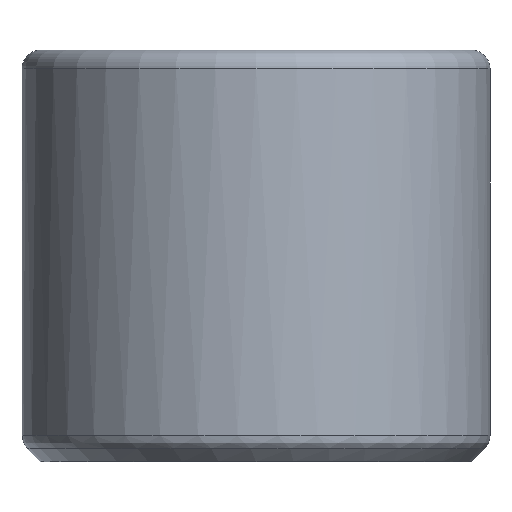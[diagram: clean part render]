
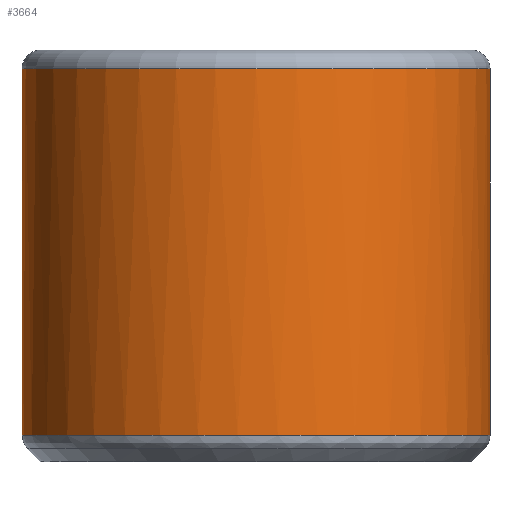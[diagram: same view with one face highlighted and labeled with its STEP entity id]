
A CAD part, front view. The second image highlights one B-rep face of the part: STEP entity #3664.
In plain terms, the highlighted cylindrical face has radius 12.5 mm (diameter 25 mm), a full revolution.
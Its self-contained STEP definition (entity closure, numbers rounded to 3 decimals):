
#484 = ( BOUNDED_SURFACE() B_SPLINE_SURFACE(2,14,(
    (#485,#486,#487,#488,#489,#490,#491,#492,#493,#494,#495,#496,#497
      ,#498,#499)
    ,(#500,#501,#502,#503,#504,#505,#506,#507,#508,#509,#510,#511,#512
      ,#513,#514)
    ,(#515,#516,#517,#518,#519,#520,#521,#522,#523,#524,#525,#526,#527
      ,#528,#529
)),.UNSPECIFIED.,.F.,.T.,.F.) B_SPLINE_SURFACE_WITH_KNOTS((3,3),(15,15),
  (0.,78.54),(0.,78.54),
.PIECEWISE_BEZIER_KNOTS.) GEOMETRIC_REPRESENTATION_ITEM() 
RATIONAL_B_SPLINE_SURFACE((
    (1.,1.,1.,1.,1.,1.
      ,1.,1.,1.,1.
      ,1.,1.,1.,1.,1.)
    ,(0.924,0.924,0.924,0.924
      ,0.924,0.924,0.924,0.924
      ,0.924,0.924,0.924,0.924
      ,0.924,0.924,0.924)
    ,(1.,1.,1.,1.,1.,1.
      ,1.,1.,1.,1.
,1.,1.,1.,1.,1.))) REPRESENTATION_ITEM('') SURFACE() );
#485 = CARTESIAN_POINT('',(12.5,0.,1.414));
#486 = CARTESIAN_POINT('',(12.5,5.529,1.414
    ));
#487 = CARTESIAN_POINT('',(9.867,11.175,1.414
    ));
#488 = CARTESIAN_POINT('',(4.415,15.468,1.414
    ));
#489 = CARTESIAN_POINT('',(-3.021,16.879,1.414
    ));
#490 = CARTESIAN_POINT('',(-10.724,14.086,
    1.414));
#491 = CARTESIAN_POINT('',(-15.891,8.555,1.414
    ));
#492 = CARTESIAN_POINT('',(-19.16,0.,
    1.414));
#493 = CARTESIAN_POINT('',(-15.891,-8.555,
    1.414));
#494 = CARTESIAN_POINT('',(-10.724,-14.086,
    1.414));
#495 = CARTESIAN_POINT('',(-3.021,-16.879,
    1.414));
#496 = CARTESIAN_POINT('',(4.415,-15.468,1.414
    ));
#497 = CARTESIAN_POINT('',(9.867,-11.175,1.414)
  );
#498 = CARTESIAN_POINT('',(12.5,-5.529,
    1.414));
#499 = CARTESIAN_POINT('',(12.5,0.,1.414));
#500 = CARTESIAN_POINT('',(12.5,0.,1.));
#501 = CARTESIAN_POINT('',(12.5,5.529,1.));
#502 = CARTESIAN_POINT('',(9.867,11.175,1.));
#503 = CARTESIAN_POINT('',(4.415,15.468,1.));
#504 = CARTESIAN_POINT('',(-3.021,16.879,1.));
#505 = CARTESIAN_POINT('',(-10.724,14.086,1.));
#506 = CARTESIAN_POINT('',(-15.891,8.555,1.
    ));
#507 = CARTESIAN_POINT('',(-19.16,0.,1.));
#508 = CARTESIAN_POINT('',(-15.891,-8.555,1.));
#509 = CARTESIAN_POINT('',(-10.724,-14.086,1.));
#510 = CARTESIAN_POINT('',(-3.021,-16.879,1.));
#511 = CARTESIAN_POINT('',(4.415,-15.468,1.));
#512 = CARTESIAN_POINT('',(9.867,-11.175,1.));
#513 = CARTESIAN_POINT('',(12.5,-5.529,1.));
#514 = CARTESIAN_POINT('',(12.5,0.,1.));
#515 = CARTESIAN_POINT('',(12.207,0.,0.707));
#516 = CARTESIAN_POINT('',(12.207,5.399,0.707
    ));
#517 = CARTESIAN_POINT('',(9.636,10.914,0.707
    ));
#518 = CARTESIAN_POINT('',(4.312,15.105,0.707)
  );
#519 = CARTESIAN_POINT('',(-2.95,16.484,
    0.707));
#520 = CARTESIAN_POINT('',(-10.472,13.756,
    0.707));
#521 = CARTESIAN_POINT('',(-15.519,8.355,0.707)
  );
#522 = CARTESIAN_POINT('',(-18.711,0.,
    0.707));
#523 = CARTESIAN_POINT('',(-15.519,-8.355,
    0.707));
#524 = CARTESIAN_POINT('',(-10.472,-13.756,0.707)
  );
#525 = CARTESIAN_POINT('',(-2.95,-16.484,0.707)
  );
#526 = CARTESIAN_POINT('',(4.312,-15.105,0.707
    ));
#527 = CARTESIAN_POINT('',(9.636,-10.914,0.707));
#528 = CARTESIAN_POINT('',(12.207,-5.399,
    0.707));
#529 = CARTESIAN_POINT('',(12.207,0.,
    0.707));
#2015 = VERTEX_POINT('',#2016);
#2016 = CARTESIAN_POINT('',(12.5,0.,1.414));
#2037 = EDGE_CURVE('',#2015,#2015,#2038,.T.);
#2038 = SURFACE_CURVE('',#2039,(#2055,#2062),.PCURVE_S1.);
#2039 = ( BOUNDED_CURVE() B_SPLINE_CURVE(14,(#2040,#2041,#2042,#2043,
    #2044,#2045,#2046,#2047,#2048,#2049,#2050,#2051,#2052,#2053,#2054),
.UNSPECIFIED.,.T.,.F.) B_SPLINE_CURVE_WITH_KNOTS((15,15),(
0.,78.54),.PIECEWISE_BEZIER_KNOTS.) CURVE() 
GEOMETRIC_REPRESENTATION_ITEM() RATIONAL_B_SPLINE_CURVE((1.,1.,1.,
    1.,1.,1.,1.,
    1.,1.,1.,1.,1.,1.,1.
,1.)) REPRESENTATION_ITEM('') );
#2040 = CARTESIAN_POINT('',(12.5,0.,1.414));
#2041 = CARTESIAN_POINT('',(12.5,5.529,
    1.414));
#2042 = CARTESIAN_POINT('',(9.867,11.175,
    1.414));
#2043 = CARTESIAN_POINT('',(4.415,15.468,
    1.414));
#2044 = CARTESIAN_POINT('',(-3.021,16.879,
    1.414));
#2045 = CARTESIAN_POINT('',(-10.724,14.086,
    1.414));
#2046 = CARTESIAN_POINT('',(-15.891,8.555,
    1.414));
#2047 = CARTESIAN_POINT('',(-19.16,0.,
    1.414));
#2048 = CARTESIAN_POINT('',(-15.891,-8.555,
    1.414));
#2049 = CARTESIAN_POINT('',(-10.724,-14.086,
    1.414));
#2050 = CARTESIAN_POINT('',(-3.021,-16.879,
    1.414));
#2051 = CARTESIAN_POINT('',(4.415,-15.468,
    1.414));
#2052 = CARTESIAN_POINT('',(9.867,-11.175,1.414
    ));
#2053 = CARTESIAN_POINT('',(12.5,-5.529,
    1.414));
#2054 = CARTESIAN_POINT('',(12.5,0.,1.414));
#2055 = PCURVE('',#484,#2056);
#2056 = DEFINITIONAL_REPRESENTATION('',(#2057),#2061);
#2057 = LINE('',#2058,#2059);
#2058 = CARTESIAN_POINT('',(0.,0.));
#2059 = VECTOR('',#2060,1.);
#2060 = DIRECTION('',(0.,1.));
#2061 = ( GEOMETRIC_REPRESENTATION_CONTEXT(2) 
PARAMETRIC_REPRESENTATION_CONTEXT() REPRESENTATION_CONTEXT('2D SPACE',''
  ) );
#2062 = PCURVE('',#2063,#2068);
#2063 = CYLINDRICAL_SURFACE('',#2064,12.5);
#2064 = AXIS2_PLACEMENT_3D('',#2065,#2066,#2067);
#2065 = CARTESIAN_POINT('',(0.,0.,0.));
#2066 = DIRECTION('',(-0.,-0.,-1.));
#2067 = DIRECTION('',(1.,0.,0.));
#2068 = DEFINITIONAL_REPRESENTATION('',(#2069),#2090);
#2069 = B_SPLINE_CURVE_WITH_KNOTS('',10,(#2070,#2071,#2072,#2073,#2074,
    #2075,#2076,#2077,#2078,#2079,#2080,#2081,#2082,#2083,#2084,#2085,
    #2086,#2087,#2088,#2089),.UNSPECIFIED.,.F.,.F.,(11,9,11),(
    0.,39.27,78.54),.UNSPECIFIED.);
#2070 = CARTESIAN_POINT('',(0.,-1.414));
#2071 = CARTESIAN_POINT('',(-0.31,-1.414));
#2072 = CARTESIAN_POINT('',(-0.624,-1.414));
#2073 = CARTESIAN_POINT('',(-0.94,-1.414));
#2074 = CARTESIAN_POINT('',(-1.256,-1.414));
#2075 = CARTESIAN_POINT('',(-1.57,-1.414));
#2076 = CARTESIAN_POINT('',(-1.885,-1.414));
#2077 = CARTESIAN_POINT('',(-2.199,-1.414));
#2078 = CARTESIAN_POINT('',(-2.513,-1.414));
#2079 = CARTESIAN_POINT('',(-2.827,-1.414));
#2080 = CARTESIAN_POINT('',(-3.456,-1.414));
#2081 = CARTESIAN_POINT('',(-3.77,-1.414));
#2082 = CARTESIAN_POINT('',(-4.084,-1.414));
#2083 = CARTESIAN_POINT('',(-4.398,-1.414));
#2084 = CARTESIAN_POINT('',(-4.713,-1.414));
#2085 = CARTESIAN_POINT('',(-5.027,-1.414));
#2086 = CARTESIAN_POINT('',(-5.343,-1.414));
#2087 = CARTESIAN_POINT('',(-5.659,-1.414));
#2088 = CARTESIAN_POINT('',(-5.974,-1.414));
#2089 = CARTESIAN_POINT('',(-6.283,-1.414));
#2090 = ( GEOMETRIC_REPRESENTATION_CONTEXT(2) 
PARAMETRIC_REPRESENTATION_CONTEXT() REPRESENTATION_CONTEXT('2D SPACE',''
  ) );
#3664 = ADVANCED_FACE('',(#3665),#2063,.T.);
#3665 = FACE_BOUND('',#3666,.F.);
#3666 = EDGE_LOOP('',(#3667,#3690,#3717,#3718));
#3667 = ORIENTED_EDGE('',*,*,#3668,.T.);
#3668 = EDGE_CURVE('',#2015,#3669,#3671,.T.);
#3669 = VERTEX_POINT('',#3670);
#3670 = CARTESIAN_POINT('',(12.5,0.,21.));
#3671 = SEAM_CURVE('',#3672,(#3676,#3683),.PCURVE_S1.);
#3672 = LINE('',#3673,#3674);
#3673 = CARTESIAN_POINT('',(12.5,0.,0.));
#3674 = VECTOR('',#3675,1.);
#3675 = DIRECTION('',(0.,0.,1.));
#3676 = PCURVE('',#2063,#3677);
#3677 = DEFINITIONAL_REPRESENTATION('',(#3678),#3682);
#3678 = LINE('',#3679,#3680);
#3679 = CARTESIAN_POINT('',(-0.,0.));
#3680 = VECTOR('',#3681,1.);
#3681 = DIRECTION('',(-0.,-1.));
#3682 = ( GEOMETRIC_REPRESENTATION_CONTEXT(2) 
PARAMETRIC_REPRESENTATION_CONTEXT() REPRESENTATION_CONTEXT('2D SPACE',''
  ) );
#3683 = PCURVE('',#2063,#3684);
#3684 = DEFINITIONAL_REPRESENTATION('',(#3685),#3689);
#3685 = LINE('',#3686,#3687);
#3686 = CARTESIAN_POINT('',(-6.283,0.));
#3687 = VECTOR('',#3688,1.);
#3688 = DIRECTION('',(-0.,-1.));
#3689 = ( GEOMETRIC_REPRESENTATION_CONTEXT(2) 
PARAMETRIC_REPRESENTATION_CONTEXT() REPRESENTATION_CONTEXT('2D SPACE',''
  ) );
#3690 = ORIENTED_EDGE('',*,*,#3691,.T.);
#3691 = EDGE_CURVE('',#3669,#3669,#3692,.T.);
#3692 = SURFACE_CURVE('',#3693,(#3698,#3705),.PCURVE_S1.);
#3693 = CIRCLE('',#3694,12.5);
#3694 = AXIS2_PLACEMENT_3D('',#3695,#3696,#3697);
#3695 = CARTESIAN_POINT('',(0.,0.,21.));
#3696 = DIRECTION('',(0.,0.,1.));
#3697 = DIRECTION('',(1.,0.,-0.));
#3698 = PCURVE('',#2063,#3699);
#3699 = DEFINITIONAL_REPRESENTATION('',(#3700),#3704);
#3700 = LINE('',#3701,#3702);
#3701 = CARTESIAN_POINT('',(-0.,-21.));
#3702 = VECTOR('',#3703,1.);
#3703 = DIRECTION('',(-1.,0.));
#3704 = ( GEOMETRIC_REPRESENTATION_CONTEXT(2) 
PARAMETRIC_REPRESENTATION_CONTEXT() REPRESENTATION_CONTEXT('2D SPACE',''
  ) );
#3705 = PCURVE('',#3706,#3711);
#3706 = TOROIDAL_SURFACE('',#3707,11.5,1.);
#3707 = AXIS2_PLACEMENT_3D('',#3708,#3709,#3710);
#3708 = CARTESIAN_POINT('',(0.,0.,21.));
#3709 = DIRECTION('',(0.,0.,1.));
#3710 = DIRECTION('',(1.,0.,-0.));
#3711 = DEFINITIONAL_REPRESENTATION('',(#3712),#3716);
#3712 = LINE('',#3713,#3714);
#3713 = CARTESIAN_POINT('',(0.,0.));
#3714 = VECTOR('',#3715,1.);
#3715 = DIRECTION('',(1.,0.));
#3716 = ( GEOMETRIC_REPRESENTATION_CONTEXT(2) 
PARAMETRIC_REPRESENTATION_CONTEXT() REPRESENTATION_CONTEXT('2D SPACE',''
  ) );
#3717 = ORIENTED_EDGE('',*,*,#3668,.F.);
#3718 = ORIENTED_EDGE('',*,*,#2037,.F.);
